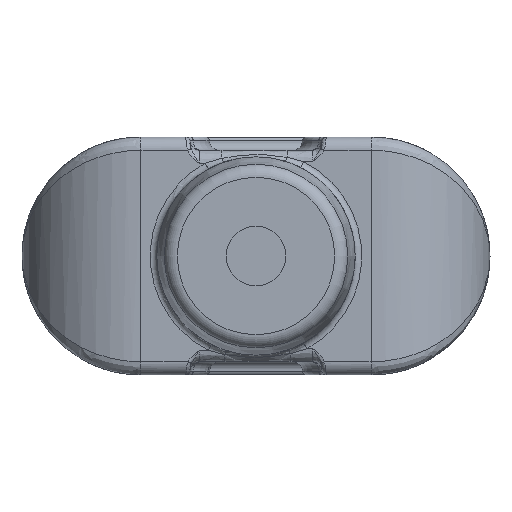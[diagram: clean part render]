
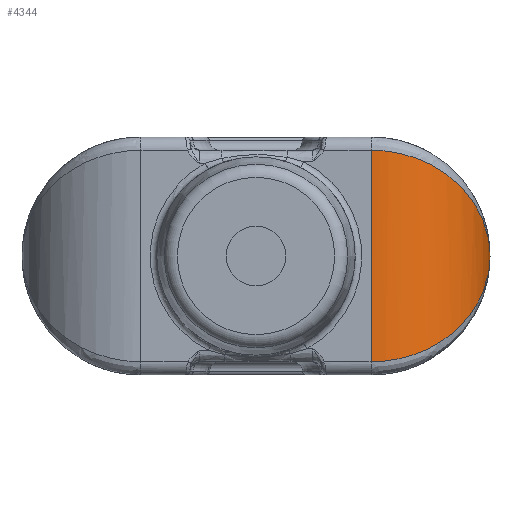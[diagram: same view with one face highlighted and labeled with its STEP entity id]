
A CAD part, left-side view. The second image highlights one B-rep face of the part: STEP entity #4344.
In plain terms, the highlighted cylindrical face has radius 9 mm (diameter 18 mm), a partial arc.
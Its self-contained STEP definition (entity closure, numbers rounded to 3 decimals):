
#435=CYLINDRICAL_SURFACE('',#15814,9.);
#698=ELLIPSE('',#15812,12.042,9.);
#699=ELLIPSE('',#15813,12.042,9.);
#738=FACE_OUTER_BOUND('',#5871,.T.);
#1591=LINE('',#21369,#2445);
#2445=VECTOR('',#17048,1.);
#4344=ADVANCED_FACE('',(#738),#435,.T.);
#5871=EDGE_LOOP('',(#7213,#7214,#7215));
#7213=ORIENTED_EDGE('',*,*,#12978,.T.);
#7214=ORIENTED_EDGE('',*,*,#13208,.T.);
#7215=ORIENTED_EDGE('',*,*,#13209,.T.);
#11517=VERTEX_POINT('',#21368);
#11518=VERTEX_POINT('',#21370);
#11659=VERTEX_POINT('',#22045);
#12978=EDGE_CURVE('',#11518,#11517,#1591,.T.);
#13208=EDGE_CURVE('',#11517,#11659,#698,.T.);
#13209=EDGE_CURVE('',#11659,#11518,#699,.T.);
#15812=AXIS2_PLACEMENT_3D('',#22441,#17322,#17323);
#15813=AXIS2_PLACEMENT_3D('',#22442,#17324,#17325);
#15814=AXIS2_PLACEMENT_3D('',#22443,#17326,#17327);
#17048=DIRECTION('',(0.,0.,-1.));
#17322=DIRECTION('',(-0.664,0.,0.747));
#17323=DIRECTION('',(-0.747,0.,-0.664));
#17324=DIRECTION('',(-0.664,0.,-0.747));
#17325=DIRECTION('',(-0.747,0.,0.664));
#17326=DIRECTION('',(0.,0.,-1.));
#17327=DIRECTION('',(-1.,0.,0.));
#21368=CARTESIAN_POINT('',(-13.74,-1.7,-8.));
#21369=CARTESIAN_POINT('',(-13.74,-1.7,10.));
#21370=CARTESIAN_POINT('',(-13.74,-1.7,8.));
#22045=CARTESIAN_POINT('',(-4.74,-10.7,0.));
#22441=CARTESIAN_POINT('',(-4.74,-1.7,0.));
#22442=CARTESIAN_POINT('',(-4.74,-1.7,0.));
#22443=CARTESIAN_POINT('',(-4.74,-1.7,10.));
